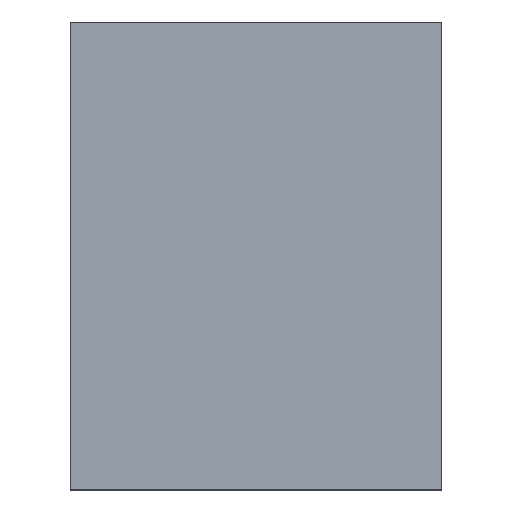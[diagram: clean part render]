
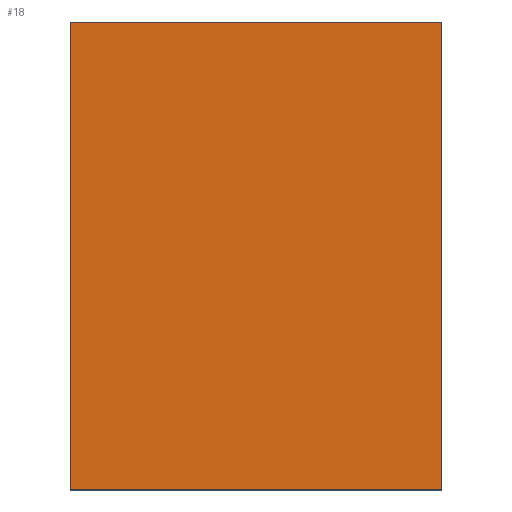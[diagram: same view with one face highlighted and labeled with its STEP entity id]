
A CAD part, left-side view. The second image highlights one B-rep face of the part: STEP entity #18.
In plain terms, the highlighted free-form (B-spline) face has degree [1, 1] with [2, 2] control points.
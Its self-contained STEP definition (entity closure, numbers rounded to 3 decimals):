
#18=ADVANCED_FACE($,(#32),#194,.T.);
#32=FACE_OUTER_BOUND($,#46,.T.);
#46=EDGE_LOOP($,(#76,#77,#78,#79));
#76=ORIENTED_EDGE($,*,*,#128,.F.);
#77=ORIENTED_EDGE($,*,*,#129,.T.);
#78=ORIENTED_EDGE($,*,*,#130,.T.);
#79=ORIENTED_EDGE($,*,*,#145,.F.);
#128=EDGE_CURVE($,#164,#170,#206,.T.);
#129=EDGE_CURVE($,#164,#165,#207,.T.);
#130=EDGE_CURVE($,#165,#175,#208,.T.);
#145=EDGE_CURVE($,#170,#175,#221,.T.);
#164=VERTEX_POINT($,#554);
#165=VERTEX_POINT($,#555);
#170=VERTEX_POINT($,#560);
#175=VERTEX_POINT($,#565);
#194=B_SPLINE_SURFACE_WITH_KNOTS($,1,1,((#478,#479),(#480,#481)),.UNSPECIFIED.,
.F.,.F.,.F.,(2,2),(2,2),(-315.,0.),(0.,250.),.UNSPECIFIED.);
#206=B_SPLINE_CURVE_WITH_KNOTS($,1,(#332,#333),.UNSPECIFIED.,.F.,.F.,(2,
2),(0.,315.),.UNSPECIFIED.);
#207=B_SPLINE_CURVE_WITH_KNOTS($,1,(#334,#335),.UNSPECIFIED.,.F.,.F.,(2,
2),(0.,250.),.UNSPECIFIED.);
#208=B_SPLINE_CURVE_WITH_KNOTS($,1,(#336,#337),.UNSPECIFIED.,.F.,.F.,(2,
2),(0.,315.),.UNSPECIFIED.);
#221=B_SPLINE_CURVE_WITH_KNOTS($,1,(#384,#385),.UNSPECIFIED.,.F.,.F.,(2,
2),(0.,250.),.UNSPECIFIED.);
#332=CARTESIAN_POINT($,(303346.697,44722.879,315.));
#333=CARTESIAN_POINT($,(303346.697,44722.879,0.));
#334=CARTESIAN_POINT($,(303346.697,44722.879,315.));
#335=CARTESIAN_POINT($,(303346.697,44972.879,315.));
#336=CARTESIAN_POINT($,(303346.697,44972.879,315.));
#337=CARTESIAN_POINT($,(303346.697,44972.879,0.));
#384=CARTESIAN_POINT($,(303346.697,44722.879,0.));
#385=CARTESIAN_POINT($,(303346.697,44972.879,0.));
#478=CARTESIAN_POINT($,(303346.697,44722.879,0.));
#479=CARTESIAN_POINT($,(303346.697,44972.879,0.));
#480=CARTESIAN_POINT($,(303346.697,44722.879,315.));
#481=CARTESIAN_POINT($,(303346.697,44972.879,315.));
#554=CARTESIAN_POINT($,(303346.697,44722.879,315.));
#555=CARTESIAN_POINT($,(303346.697,44972.879,315.));
#560=CARTESIAN_POINT($,(303346.697,44722.879,0.));
#565=CARTESIAN_POINT($,(303346.697,44972.879,0.));
